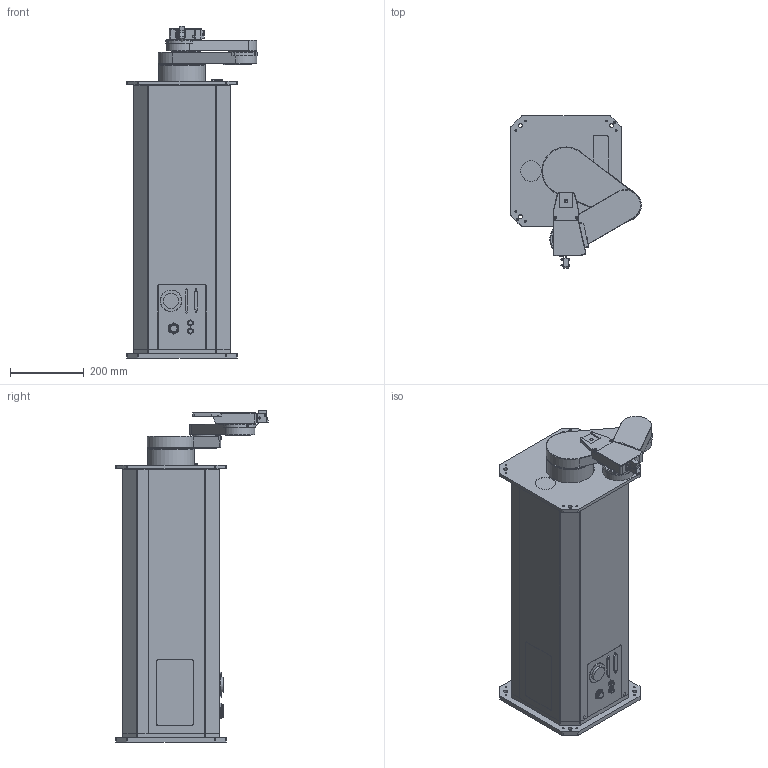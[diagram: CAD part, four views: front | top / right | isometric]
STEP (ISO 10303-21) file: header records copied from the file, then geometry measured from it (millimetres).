
FILE_DESCRIPTION(/* description */ (''),/* implementation_level */ '2;1');
FILE_NAME(/* name */ '晶圓機器手臂_RWS-B-Z500-R185-Ata-M-T.stp',/* time_stamp */ '2018-05-24T15:59:22+08:00',/* author */ ('eva1231'),/* organization */ (''),/* preprocessor_version */ 'ST-DEVELOPER v16.5',/* originating_system */ 'Autodesk Inventor 2017',/* authorisation */ '');
FILE_SCHEMA (('CONFIG_CONTROL_DESIGN'));
Length unit declared in the file: millimetre
Products named in the file (6): 晶圓機器手臂_RWS-B-Z500-R185-Ata-M
-T; 下固定板_SZ500_NEW_Shrinkwrap_1; SZ500轉接座_Shrinkwrap_1; 下臂_R185_NEW; 上臂_R185_NEW; 承認圖用_SR185-Ata-F04-M_Shrinkwrap_2
Assembly tree (5 placements, depth 2):
  晶圓機器手臂_RWS-B-Z500-R185-Ata-M
-T
    下固定板_SZ500_NEW_Shrinkwrap_1
    SZ500轉接座_Shrinkwrap_1
    下臂_R185_NEW
    上臂_R185_NEW
    承認圖用_SR185-Ata-F04-M_Shrinkwrap_2
Bounding box: 354.1 x 413.5 x 900.2 mm (x, y, z)
Volume: 59772795.3 mm3; surface area: 1818138.4 mm2
Topology: 5 solids, 53 shells, 1211 faces, 3135 edges, 2011 vertices
Faces by surface type: plane 666, cylinder 354, cone 76, torus 47, sphere 44, bspline 24
Full cylindrical faces by diameter (mm): 1.7 x2, 3 x7, 4 x3, 4.917 x16, 5 x10, 5.5 x2, 7 x2, 8 x2, 8.1 x2, 8.4 x2, 11 x8, 11.5 x4, 11.8 x2, 12.5 x2, 14 x2, 15 x4, 17.4 x2, 17.9 x6, 18 x1, 19.8 x1, 21.1 x6, 22 x1, 24 x3, 25 x1, 30 x1, 36 x1, 37 x1, 41 x1, 41.5 x1, 43 x1
Entity records: 36215 total; most frequent: CARTESIAN_POINT 6338, DIRECTION 6015, ORIENTED_EDGE 5550, EDGE_CURVE 2772, AXIS2_PLACEMENT_3D 2128, VERTEX_POINT 1915, LINE 1759, VECTOR 1759
